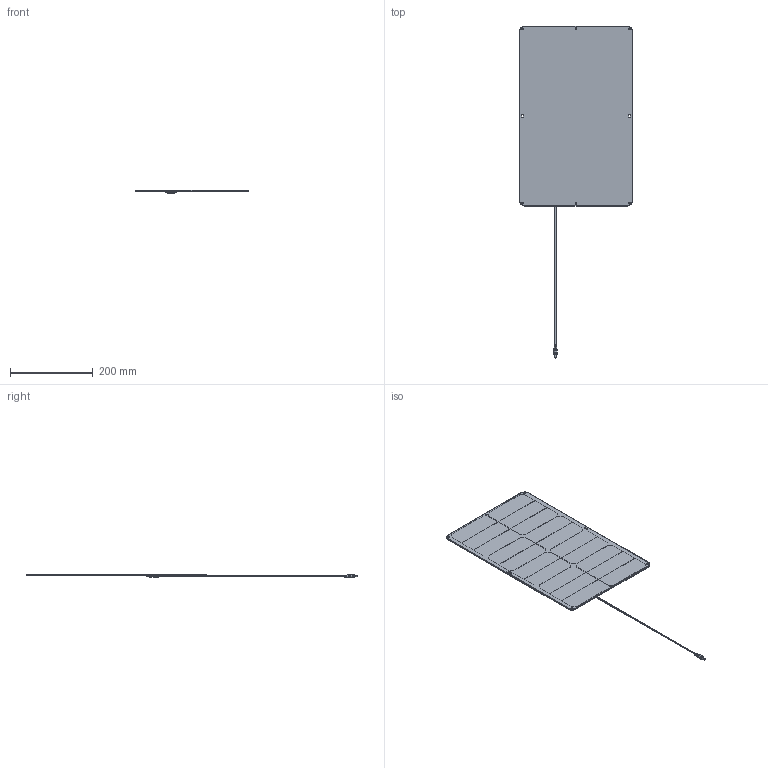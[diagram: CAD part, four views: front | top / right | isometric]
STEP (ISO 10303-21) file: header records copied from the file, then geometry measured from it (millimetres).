
FILE_DESCRIPTION(/* description */ ('STEP AP242','CAx-IF Rec.Pracs.---Representation and Presentation of Product Manufacturing Information (PMI)---4.0---2014-10-13','CAx-IF Rec.Pracs.---3D Tessellated Geometry---0.4---2014-09-14','2;1'),/* implementation_level */ '2;1');
FILE_NAME(/* name */ '6462a571aaa6bf0a99916deb',/* time_stamp */ '2023-05-15T21:34:42Z',/* author */ (''),/* organization */ (''),/* preprocessor_version */ 'ST-DEVELOPER v19.4',/* originating_system */ ' ',/* authorisation */ ' ');
FILE_SCHEMA (('AP242_MANAGED_MODEL_BASED_3D_ENGINEERING_MIM_LF { 1 0 10303 442 1 1 4 }'));
Length unit declared in the file: metre
Products named in the file (40): P120; Part 2; M3511; id16; id21; id26; id31; id36; id41; id46; id51; id56; id61; id66; id71; id76; id81; id86; id91; id96; id101; id106; id111; id116; id121; id126; id131; id136; id141; id146; id151; id156; id161; id166; id171; id176; id181; id186; Part 1; JBox - 30 mm
Assembly tree (39 placements, depth 2):
  P120
    Part 2
    M3511
    id16
    id21
    id26
    id31
    id36
    id41
    id46
    id51
    id56
    id61
    id66
    id71
    id76
    id81
    id86
    id91
    id96
    id101
    id106
    id111
    id116
    id121
    id126
    id131
    id136
    id141
    id146
    id151
    id156
    id161
    id166
    id171
    id176
    id181
    id186
    Part 1
    JBox - 30 mm
Bounding box: 274 x 803.91 x 9.36 mm (x, y, z)
Volume: 386566.6 mm3; surface area: 718156.7 mm2
Topology: 39 solids, 39 shells, 581 faces, 1299 edges, 822 vertices
Faces by surface type: plane 339, cylinder 172, torus 23, sphere 22, bspline 21, cone 4
Full cylindrical faces by diameter (mm): 0.8 x4, 1.1 x1, 1.2 x4, 3 x6, 3.1 x1, 3.2 x2, 3.3 x2, 3.5 x2, 4 x18, 7.5 x4, 7.65 x2, 7.85 x1, 8.5 x4, 8.51 x2
Entity records: 17843 total; most frequent: CARTESIAN_POINT 3721, DIRECTION 2662, ORIENTED_EDGE 2472, EDGE_CURVE 1236, AXIS2_PLACEMENT_3D 971, VERTEX_POINT 816, EDGE_LOOP 732, FACE_BOUND 732
